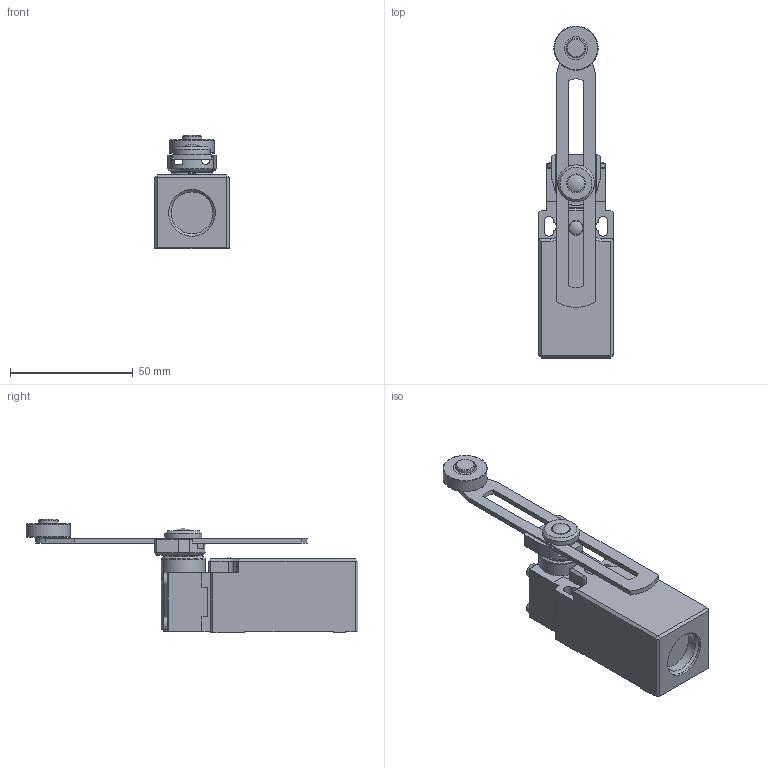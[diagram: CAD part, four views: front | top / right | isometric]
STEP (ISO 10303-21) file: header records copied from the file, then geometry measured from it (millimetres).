
FILE_DESCRIPTION(/* description */ ('STEP AP203'),/* implementation_level */ '2;1');
FILE_NAME(/* name */ 'AP1T51Z11',/* time_stamp */ '2025-05-29T09:28:54+02:00',/* author */ ('License CC BY-ND 4.0'),/* organization */ ('CADENAS'),/* preprocessor_version */ 'ST-DEVELOPER v19.3',/* originating_system */ 'PARTsolutions',/* authorisation */ ' ');
FILE_SCHEMA (('CONFIG_CONTROL_DESIGN'));
Length unit declared in the file: millimetre
Products named in the file (6): AP1T51Z11; AP1T51Z11_PART1; AP1T51Z11_PART2; AP1T51Z11_PART3; AP1T51Z11_PART4; AP1T51Z11_PART5
Assembly tree (5 placements, depth 2):
  AP1T51Z11
    AP1T51Z11_PART1
    AP1T51Z11_PART2
    AP1T51Z11_PART3
    AP1T51Z11_PART4
    AP1T51Z11_PART5
Bounding box: 30.3 x 135 x 46 mm (x, y, z)
Volume: 68342.1 mm3; surface area: 19656.3 mm2
Topology: 5 solids, 5 shells, 238 faces, 591 edges, 375 vertices
Faces by surface type: plane 161, cylinder 55, cone 10, torus 6, sphere 6
Full cylindrical faces by diameter (mm): 5.6 x5, 6 x3, 7 x1, 7.6 x1, 8 x1, 9.5 x2, 11 x2, 15 x2, 17 x1, 18 x2, 19 x1
Entity records: 7084 total; most frequent: CARTESIAN_POINT 1210, DIRECTION 1158, ORIENTED_EDGE 1094, EDGE_CURVE 547, LINE 394, VECTOR 394, AXIS2_PLACEMENT_3D 382, VERTEX_POINT 364
